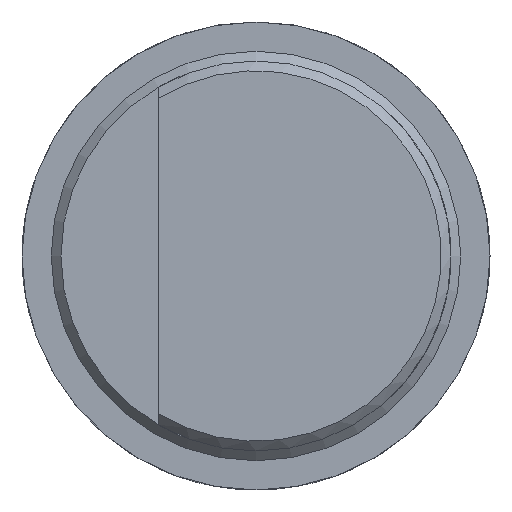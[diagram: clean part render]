
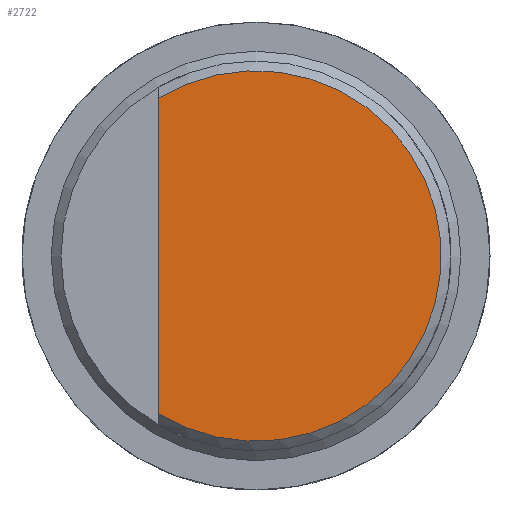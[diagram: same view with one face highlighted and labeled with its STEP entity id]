
A CAD part, left-side view. The second image highlights one B-rep face of the part: STEP entity #2722.
In plain terms, the highlighted planar face has unit normal (-1, 0, 0).
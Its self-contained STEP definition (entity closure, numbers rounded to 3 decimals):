
#170=CIRCLE('',#2933,4.75);
#388=ORIENTED_EDGE('',*,*,#720,.T.);
#389=ORIENTED_EDGE('',*,*,#721,.T.);
#720=EDGE_CURVE('',#906,#907,#1006,.T.);
#721=EDGE_CURVE('',#907,#906,#170,.F.);
#906=VERTEX_POINT('',#3968);
#907=VERTEX_POINT('',#3969);
#1006=LINE('',#3967,#1048);
#1048=VECTOR('',#3346,1000.);
#1180=EDGE_LOOP('',(#388,#389));
#1437=FACE_BOUND('',#1180,.T.);
#1616=PLANE('',#2932);
#2722=ADVANCED_FACE('',(#1437),#1616,.F.);
#2932=AXIS2_PLACEMENT_3D('',#3966,#3344,#3345);
#2933=AXIS2_PLACEMENT_3D('',#3970,#3347,#3348);
#3344=DIRECTION('',(1.,0.,0.));
#3345=DIRECTION('',(0.,0.,-1.));
#3346=DIRECTION('',(0.,0.,-1.));
#3347=DIRECTION('',(1.,0.,0.));
#3348=DIRECTION('',(0.,0.,-1.));
#3966=CARTESIAN_POINT('',(-105.,0.,0.));
#3967=CARTESIAN_POINT('',(-105.,2.5,13.288));
#3968=CARTESIAN_POINT('',(-105.,2.5,4.039));
#3969=CARTESIAN_POINT('',(-105.,2.5,-4.039));
#3970=CARTESIAN_POINT('',(-105.,0.,0.));
